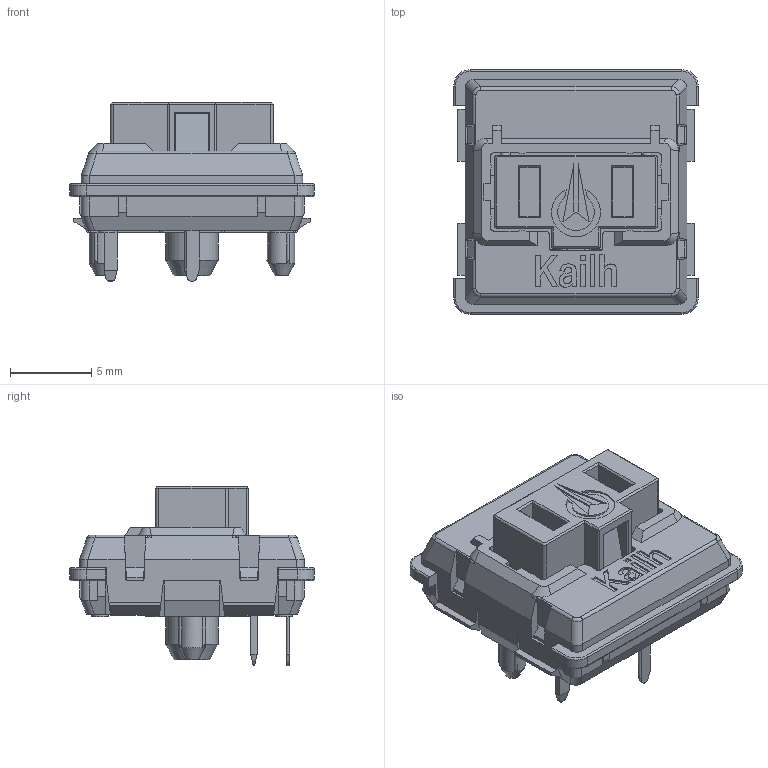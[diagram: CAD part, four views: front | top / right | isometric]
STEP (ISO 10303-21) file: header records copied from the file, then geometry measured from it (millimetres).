
FILE_DESCRIPTION(('FreeCAD Model'),'2;1');
FILE_NAME('Open CASCADE Shape Model','2023-08-24T03:23:16',(''),(''), 'Open CASCADE STEP processor 7.6','FreeCAD','Unknown');
FILE_SCHEMA(('AUTOMOTIVE_DESIGN { 1 0 10303 214 1 1 1 1 }'));
Length unit declared in the file: millimetre
Products named in the file (9): black; bottom_stabilizer; contact; pin1; pin2; top_stabilizer; stabilizer; stem_stabilizer; shrunken_spring
Assembly tree (8 placements, depth 2):
  black
    bottom_stabilizer
    contact
    pin1
    pin2
    top_stabilizer
    stabilizer
    stem_stabilizer
    shrunken_spring
Bounding box: 15 x 15 x 11 mm (x, y, z)
Volume: 649.4 mm3; surface area: 2187.3 mm2
Topology: 8 solids, 8 shells, 980 faces, 2572 edges, 1612 vertices
Faces by surface type: plane 602, cylinder 189, extrusion 64, torus 48, bspline 44, cone 19, sphere 14
Full cylindrical faces by diameter (mm): 0.6 x3, 1 x4, 1.7 x1, 1.8 x1, 2.7 x1, 3.2 x1, 4 x1
Entity records: 34260 total; most frequent: CARTESIAN_POINT 10179, ORIENTED_EDGE 5120, DIRECTION 4653, EDGE_CURVE 2560, VECTOR 1949, LINE 1885, VERTEX_POINT 1612, AXIS2_PLACEMENT_3D 1352
